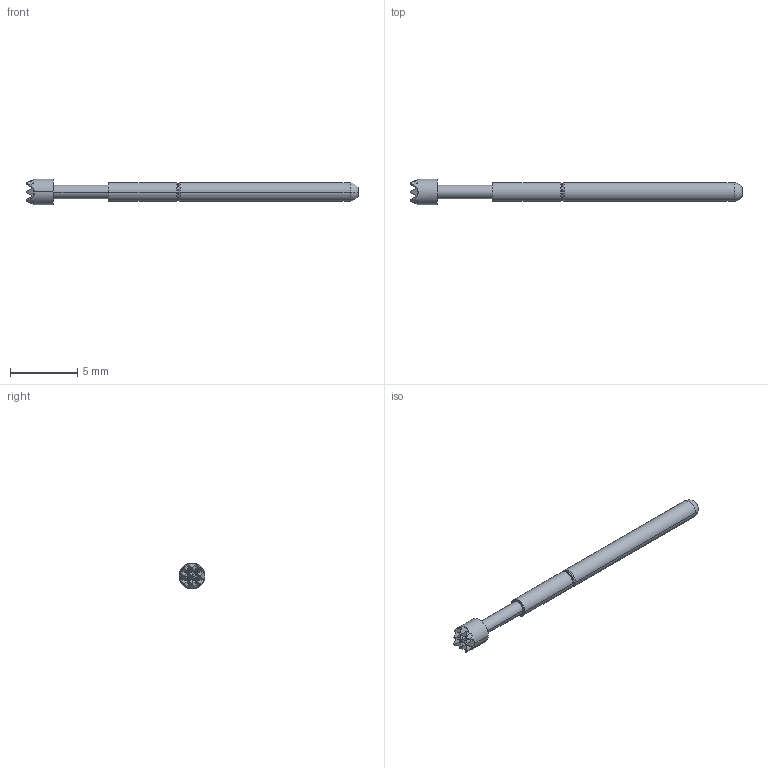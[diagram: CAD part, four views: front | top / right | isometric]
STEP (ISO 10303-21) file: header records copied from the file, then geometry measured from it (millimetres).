
FILE_DESCRIPTION (( 'STEP AP214' ), '1' );
FILE_NAME ('100-PL_1609_.STEP', '2016-05-10T14:43:20', ( 'spare' ), ( '' ), 'SwSTEP 2.0', 'SolidWorks 2016', '' );
FILE_SCHEMA (( 'AUTOMOTIVE_DESIGN' ));
Length unit declared in the file: inch
Products named in the file (1): 100-PL_1609_
Bounding box: 24.64 x 1.91 x 1.91 mm (x, y, z)
Volume: 35.1 mm3; surface area: 110.9 mm2
Topology: 1 solids, 1 shells, 172 faces, 447 edges, 278 vertices
Faces by surface type: bspline 94, cone 49, cylinder 14, torus 8, plane 5, sphere 2
Entity records: 9549 total; most frequent: CARTESIAN_POINT 3850, ORIENTED_EDGE 886, DIRECTION 521, EDGE_CURVE 443, VERTEX_POINT 276, AXIS2_PLACEMENT_3D 251, B_SPLINE_CURVE_WITH_KNOTS 232, LENGTH_MEASURE_WITH_UNIT 175
